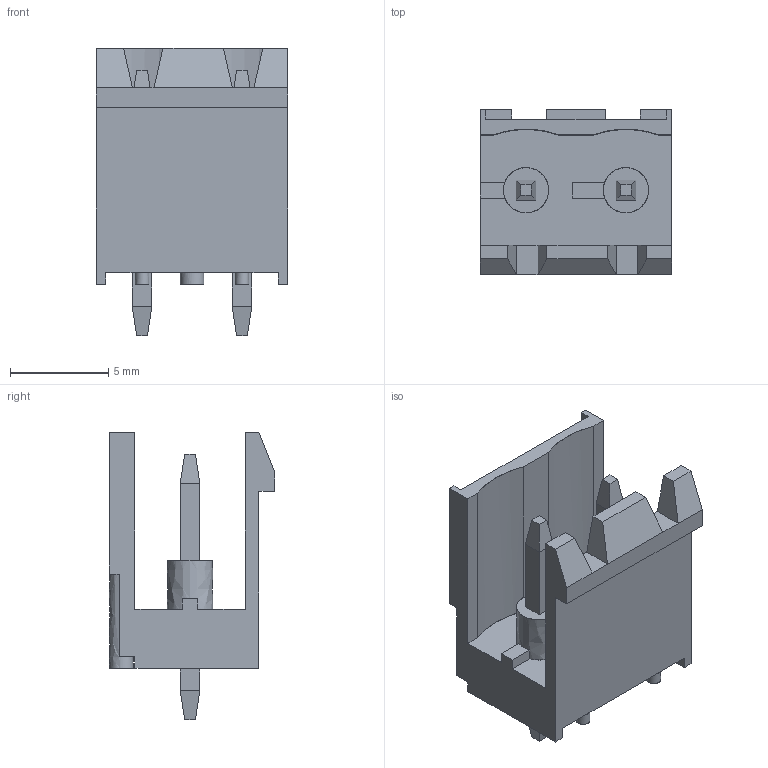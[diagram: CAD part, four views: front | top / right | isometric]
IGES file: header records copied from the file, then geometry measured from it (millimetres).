
Start section: C
Global section: file name: 691701500002B.igs; native system:  By UGS Corp.; preprocessor: XPlus GENERIC/IGES 3.0; author: Author; organization: Title; date: 20140128.165855; units: millimetre
Bounding box: 9.76 x 8.4 x 14.6 mm (x, y, z)
Surface area: 945.5 mm2 (no closed solid volume)
Topology: 0 solids, 0 shells, 125 faces, 666 edges, 666 vertices
Faces by surface type: bspline 125
